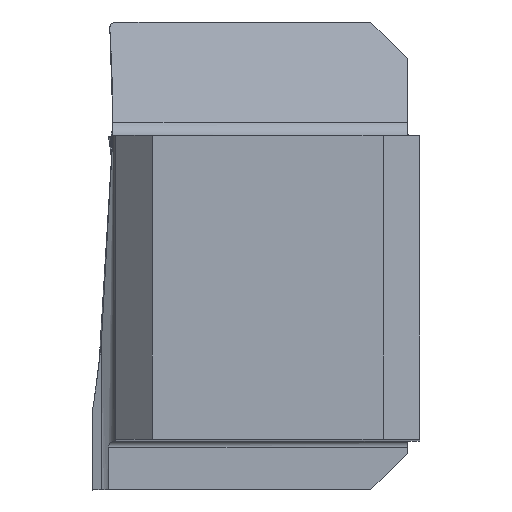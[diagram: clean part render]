
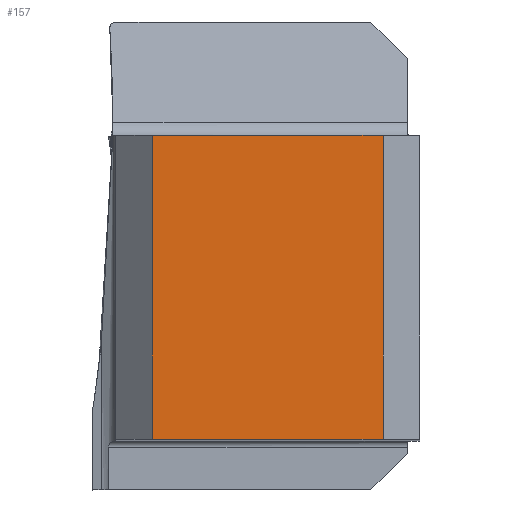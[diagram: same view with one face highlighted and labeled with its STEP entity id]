
A CAD part, top view. The second image highlights one B-rep face of the part: STEP entity #157.
In plain terms, the highlighted planar face has unit normal (0, 0, 1).
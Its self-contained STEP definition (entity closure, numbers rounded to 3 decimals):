
#118=PLANE('',#1394);
#157=ADVANCED_FACE('CU_BACK_SU1',(#238),#118,.F.);
#238=FACE_OUTER_BOUND('',#300,.T.);
#300=EDGE_LOOP('',(#641,#642,#643,#644));
#405=LINE('',#2722,#486);
#406=LINE('',#2725,#487);
#407=LINE('',#2727,#488);
#408=LINE('',#2729,#489);
#486=VECTOR('',#1550,1.);
#487=VECTOR('',#1551,1.);
#488=VECTOR('',#1552,1.);
#489=VECTOR('',#1553,1.);
#641=ORIENTED_EDGE('',*,*,#1103,.F.);
#642=ORIENTED_EDGE('',*,*,#1104,.T.);
#643=ORIENTED_EDGE('',*,*,#1105,.T.);
#644=ORIENTED_EDGE('',*,*,#1106,.F.);
#959=VERTEX_POINT('',#2723);
#960=VERTEX_POINT('',#2724);
#961=VERTEX_POINT('',#2726);
#962=VERTEX_POINT('',#2728);
#1103=EDGE_CURVE('',#959,#960,#405,.T.);
#1104=EDGE_CURVE('',#959,#961,#406,.T.);
#1105=EDGE_CURVE('',#961,#962,#407,.T.);
#1106=EDGE_CURVE('',#960,#962,#408,.T.);
#1394=AXIS2_PLACEMENT_3D('',#2730,#1554,#1555);
#1550=DIRECTION('',(0.,1.,0.));
#1551=DIRECTION('',(1.,0.,0.));
#1552=DIRECTION('',(0.,1.,0.));
#1553=DIRECTION('',(1.,0.,0.));
#1554=DIRECTION('',(0.,0.,-1.));
#1555=DIRECTION('',(-1.,0.,0.));
#2722=CARTESIAN_POINT('',(-21.925,0.,0.));
#2723=CARTESIAN_POINT('',(-21.925,0.,0.));
#2724=CARTESIAN_POINT('',(-21.925,24.925,0.));
#2725=CARTESIAN_POINT('',(-110.,0.,0.));
#2726=CARTESIAN_POINT('',(-3.,0.,0.));
#2727=CARTESIAN_POINT('',(-3.,0.,0.));
#2728=CARTESIAN_POINT('',(-3.,24.925,0.));
#2729=CARTESIAN_POINT('',(-110.,24.925,0.));
#2730=CARTESIAN_POINT('',(23.246,44.925,0.));
